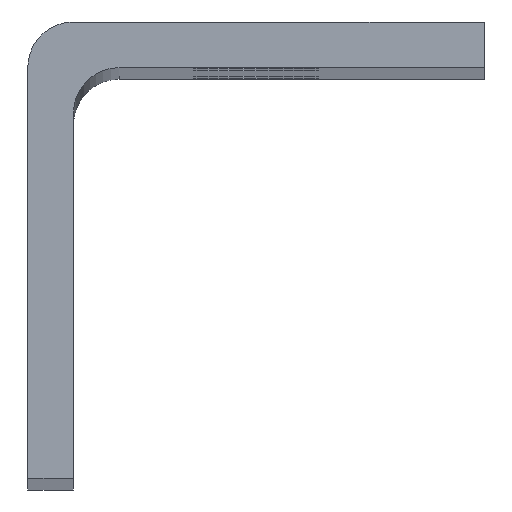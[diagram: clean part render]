
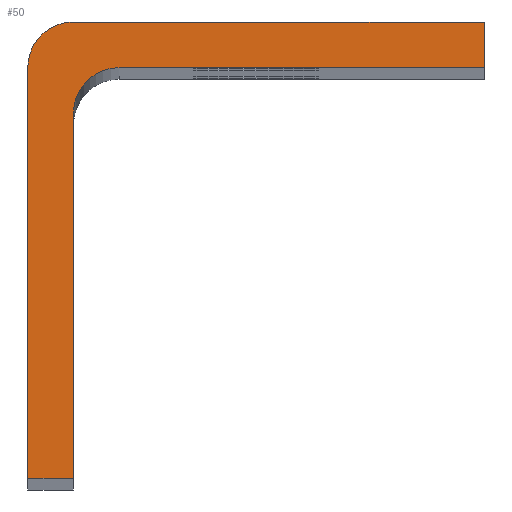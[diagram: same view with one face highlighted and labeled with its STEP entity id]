
A CAD part, top view. The second image highlights one B-rep face of the part: STEP entity #50.
In plain terms, the highlighted planar face has unit normal (0, 0, 1).
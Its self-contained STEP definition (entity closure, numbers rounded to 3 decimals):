
#1 = DIRECTION ( 'NONE',  ( -1., 0., 0. ) ) ;
#5 = CARTESIAN_POINT ( 'NONE',  ( 2., 18., 290. ) ) ;
#8 = AXIS2_PLACEMENT_3D ( 'NONE', #5, #304, #154 ) ;
#11 = CARTESIAN_POINT ( 'NONE',  ( 20., 18., 290. ) ) ;
#20 = FACE_OUTER_BOUND ( 'NONE', #461, .T. ) ;
#36 = ORIENTED_EDGE ( 'NONE', *, *, #295, .T. ) ;
#39 = DIRECTION ( 'NONE',  ( 0., 0., -1. ) ) ;
#43 = LINE ( 'NONE', #136, #546 ) ;
#45 = DIRECTION ( 'NONE',  ( 0., -1., 0. ) ) ;
#50 = ADVANCED_FACE ( 'NONE', ( #20 ), #442, .F. ) ;
#57 = CARTESIAN_POINT ( 'NONE',  ( 20., 20., 290. ) ) ;
#83 = LINE ( 'NONE', #175, #527 ) ;
#98 = VECTOR ( 'NONE', #288, 1000. ) ;
#125 = CIRCLE ( 'NONE', #245, 2. ) ;
#128 = DIRECTION ( 'NONE',  ( 1., 0., 0. ) ) ;
#136 = CARTESIAN_POINT ( 'NONE',  ( 2., 0., 290. ) ) ;
#138 = CARTESIAN_POINT ( 'NONE',  ( 4., 16., 290. ) ) ;
#141 = VERTEX_POINT ( 'NONE', #194 ) ;
#154 = DIRECTION ( 'NONE',  ( -1., 0., 0. ) ) ;
#164 = ORIENTED_EDGE ( 'NONE', *, *, #371, .T. ) ;
#169 = CARTESIAN_POINT ( 'NONE',  ( 20., 20., 290. ) ) ;
#175 = CARTESIAN_POINT ( 'NONE',  ( 20., 18., 290. ) ) ;
#194 = CARTESIAN_POINT ( 'NONE',  ( 4., 18., 290. ) ) ;
#215 = EDGE_CURVE ( 'NONE', #141, #579, #83, .T. ) ;
#217 = CARTESIAN_POINT ( 'NONE',  ( 2., 0., 290. ) ) ;
#223 = ORIENTED_EDGE ( 'NONE', *, *, #215, .T. ) ;
#226 = VECTOR ( 'NONE', #1, 1000. ) ;
#240 = CARTESIAN_POINT ( 'NONE',  ( 0., 18., 290. ) ) ;
#241 = DIRECTION ( 'NONE',  ( 1., 0., 0. ) ) ;
#242 = CIRCLE ( 'NONE', #564, 2. ) ;
#245 = AXIS2_PLACEMENT_3D ( 'NONE', #138, #39, #241 ) ;
#257 = CARTESIAN_POINT ( 'NONE',  ( 0., 0., 290. ) ) ;
#268 = VERTEX_POINT ( 'NONE', #240 ) ;
#283 = LINE ( 'NONE', #335, #98 ) ;
#288 = DIRECTION ( 'NONE',  ( 0., 1., 0. ) ) ;
#295 = EDGE_CURVE ( 'NONE', #478, #597, #43, .T. ) ;
#304 = DIRECTION ( 'NONE',  ( 0., 0., -1. ) ) ;
#334 = EDGE_CURVE ( 'NONE', #268, #478, #366, .T. ) ;
#335 = CARTESIAN_POINT ( 'NONE',  ( 2., 16., 290. ) ) ;
#346 = EDGE_CURVE ( 'NONE', #597, #453, #283, .T. ) ;
#349 = CARTESIAN_POINT ( 'NONE',  ( 2., 16., 290. ) ) ;
#352 = VERTEX_POINT ( 'NONE', #629 ) ;
#361 = ORIENTED_EDGE ( 'NONE', *, *, #542, .T. ) ;
#366 = LINE ( 'NONE', #626, #556 ) ;
#371 = EDGE_CURVE ( 'NONE', #453, #141, #125, .T. ) ;
#372 = VECTOR ( 'NONE', #449, 1000. ) ;
#387 = ORIENTED_EDGE ( 'NONE', *, *, #346, .T. ) ;
#413 = EDGE_CURVE ( 'NONE', #352, #268, #242, .T. ) ;
#426 = ORIENTED_EDGE ( 'NONE', *, *, #413, .T. ) ;
#441 = DIRECTION ( 'NONE',  ( 0., 0., 1. ) ) ;
#442 = PLANE ( 'NONE',  #8 ) ;
#449 = DIRECTION ( 'NONE',  ( 0., 1., 0. ) ) ;
#451 = LINE ( 'NONE', #491, #226 ) ;
#453 = VERTEX_POINT ( 'NONE', #349 ) ;
#461 = EDGE_LOOP ( 'NONE', ( #36, #387, #164, #223, #361, #541, #426, #581 ) ) ;
#473 = EDGE_CURVE ( 'NONE', #489, #352, #451, .T. ) ;
#478 = VERTEX_POINT ( 'NONE', #257 ) ;
#489 = VERTEX_POINT ( 'NONE', #57 ) ;
#491 = CARTESIAN_POINT ( 'NONE',  ( 2., 20., 290. ) ) ;
#493 = DIRECTION ( 'NONE',  ( -1., 0., 0. ) ) ;
#527 = VECTOR ( 'NONE', #552, 1000. ) ;
#537 = CARTESIAN_POINT ( 'NONE',  ( 2., 18., 290. ) ) ;
#541 = ORIENTED_EDGE ( 'NONE', *, *, #473, .T. ) ;
#542 = EDGE_CURVE ( 'NONE', #579, #489, #567, .T. ) ;
#546 = VECTOR ( 'NONE', #128, 1000. ) ;
#552 = DIRECTION ( 'NONE',  ( 1., 0., 0. ) ) ;
#556 = VECTOR ( 'NONE', #45, 1000. ) ;
#564 = AXIS2_PLACEMENT_3D ( 'NONE', #537, #441, #493 ) ;
#567 = LINE ( 'NONE', #169, #372 ) ;
#579 = VERTEX_POINT ( 'NONE', #11 ) ;
#581 = ORIENTED_EDGE ( 'NONE', *, *, #334, .T. ) ;
#597 = VERTEX_POINT ( 'NONE', #217 ) ;
#626 = CARTESIAN_POINT ( 'NONE',  ( 0., 0., 290. ) ) ;
#629 = CARTESIAN_POINT ( 'NONE',  ( 2., 20., 290. ) ) ;
